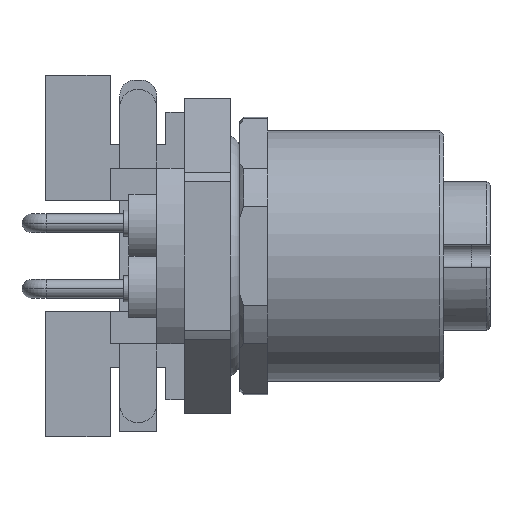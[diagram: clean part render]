
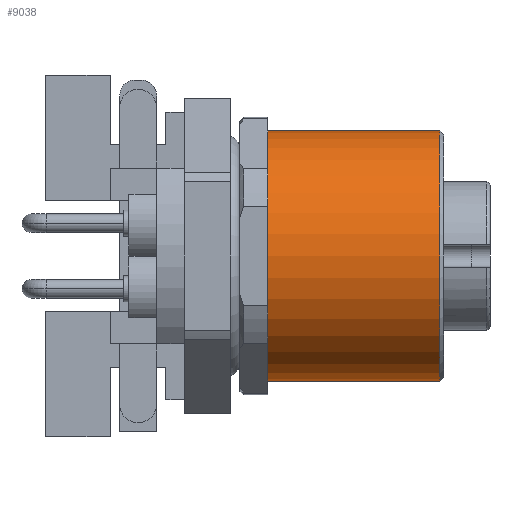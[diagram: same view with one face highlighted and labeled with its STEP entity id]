
A CAD part, front view. The second image highlights one B-rep face of the part: STEP entity #9038.
In plain terms, the highlighted cylindrical face has radius 6.75 mm (diameter 13.5 mm), a partial arc.
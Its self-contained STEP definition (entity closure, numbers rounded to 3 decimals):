
#87 = ORIENTED_EDGE ( 'NONE', *, *, #4368, .F. ) ;
#551 = CARTESIAN_POINT ( 'NONE',  ( 1.5, 0., -6.75 ) ) ;
#573 = EDGE_CURVE ( 'NONE', #12253, #13735, #13878, .T. ) ;
#788 = ORIENTED_EDGE ( 'NONE', *, *, #5697, .T. ) ;
#1704 = CARTESIAN_POINT ( 'NONE',  ( 0., 0., 0. ) ) ;
#1717 = DIRECTION ( 'NONE',  ( -1., 0., 0. ) ) ;
#1865 = FACE_OUTER_BOUND ( 'NONE', #13963, .T. ) ;
#2340 = AXIS2_PLACEMENT_3D ( 'NONE', #13299, #7513, #4219 ) ;
#3049 = LINE ( 'NONE', #11501, #9906 ) ;
#3826 = ORIENTED_EDGE ( 'NONE', *, *, #4079, .F. ) ;
#4079 = EDGE_CURVE ( 'NONE', #8608, #13735, #13734, .T. ) ;
#4219 = DIRECTION ( 'NONE',  ( 0., 0., 1. ) ) ;
#4368 = EDGE_CURVE ( 'NONE', #4647, #8608, #3049, .T. ) ;
#4471 = DIRECTION ( 'NONE',  ( 0., 0., 1. ) ) ;
#4647 = VERTEX_POINT ( 'NONE', #12824 ) ;
#4801 = DIRECTION ( 'NONE',  ( -1., 0., 0. ) ) ;
#5697 = EDGE_CURVE ( 'NONE', #4647, #12253, #6593, .T. ) ;
#6593 = CIRCLE ( 'NONE', #2340, 6.75 ) ;
#6641 = CYLINDRICAL_SURFACE ( 'NONE', #13606, 6.75 ) ;
#7513 = DIRECTION ( 'NONE',  ( -1., 0., 0. ) ) ;
#7740 = DIRECTION ( 'NONE',  ( -1., 0., 0. ) ) ;
#8248 = CARTESIAN_POINT ( 'NONE',  ( 1.5, 0., 6.75 ) ) ;
#8608 = VERTEX_POINT ( 'NONE', #551 ) ;
#8831 = DIRECTION ( 'NONE',  ( 0., 0., 1. ) ) ;
#9038 = ADVANCED_FACE ( 'NONE', ( #1865 ), #6641, .T. ) ;
#9137 = CARTESIAN_POINT ( 'NONE',  ( 10.8, 0., 6.75 ) ) ;
#9433 = CARTESIAN_POINT ( 'NONE',  ( 0., 0., 6.75 ) ) ;
#9493 = DIRECTION ( 'NONE',  ( -1., 0., 0. ) ) ;
#9906 = VECTOR ( 'NONE', #1717, 1000. ) ;
#10280 = ORIENTED_EDGE ( 'NONE', *, *, #573, .T. ) ;
#11501 = CARTESIAN_POINT ( 'NONE',  ( 0., 0., -6.75 ) ) ;
#12253 = VERTEX_POINT ( 'NONE', #9137 ) ;
#12407 = VECTOR ( 'NONE', #4801, 1000. ) ;
#12824 = CARTESIAN_POINT ( 'NONE',  ( 10.8, 0., -6.75 ) ) ;
#12998 = AXIS2_PLACEMENT_3D ( 'NONE', #13076, #9493, #4471 ) ;
#13076 = CARTESIAN_POINT ( 'NONE',  ( 1.5, 0., 0. ) ) ;
#13299 = CARTESIAN_POINT ( 'NONE',  ( 10.8, 0., 0. ) ) ;
#13606 = AXIS2_PLACEMENT_3D ( 'NONE', #1704, #7740, #8831 ) ;
#13734 = CIRCLE ( 'NONE', #12998, 6.75 ) ;
#13735 = VERTEX_POINT ( 'NONE', #8248 ) ;
#13878 = LINE ( 'NONE', #9433, #12407 ) ;
#13963 = EDGE_LOOP ( 'NONE', ( #87, #788, #10280, #3826 ) ) ;
